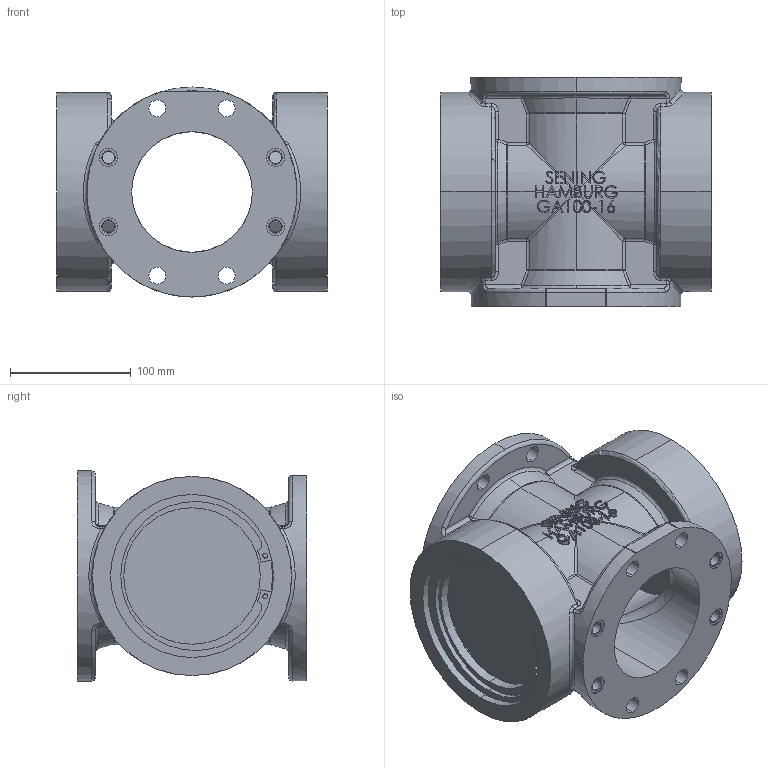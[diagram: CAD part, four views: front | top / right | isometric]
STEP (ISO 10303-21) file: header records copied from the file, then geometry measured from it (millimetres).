
FILE_DESCRIPTION (( 'STEP AP214' ), '1' );
FILE_NAME ('GA100-16_19843.STEP', '2014-06-18T05:15:52', ( 'Admin2' ), ( '' ), 'SwSTEP 2.0', 'SolidWorks 2010', '' );
FILE_SCHEMA (( 'AUTOMOTIVE_DESIGN' ));
Length unit declared in the file: millimetre
Products named in the file (1): GA100-16_19843
Bounding box: 224 x 190 x 174 mm (x, y, z)
Surface area: 340683.5 mm2 (no closed solid volume)
Topology: 0 solids, 21 shells, 724 faces, 2034 edges, 1310 vertices
Faces by surface type: plane 225, bspline 203, cylinder 190, sphere 42, torus 36, cone 28
Entity records: 42513 total; most frequent: CARTESIAN_POINT 17519, ORIENTED_EDGE 3739, DIRECTION 3115, EDGE_CURVE 2013, VERTEX_POINT 1310, AXIS2_PLACEMENT_3D 1139, LINE 837, VECTOR 837
